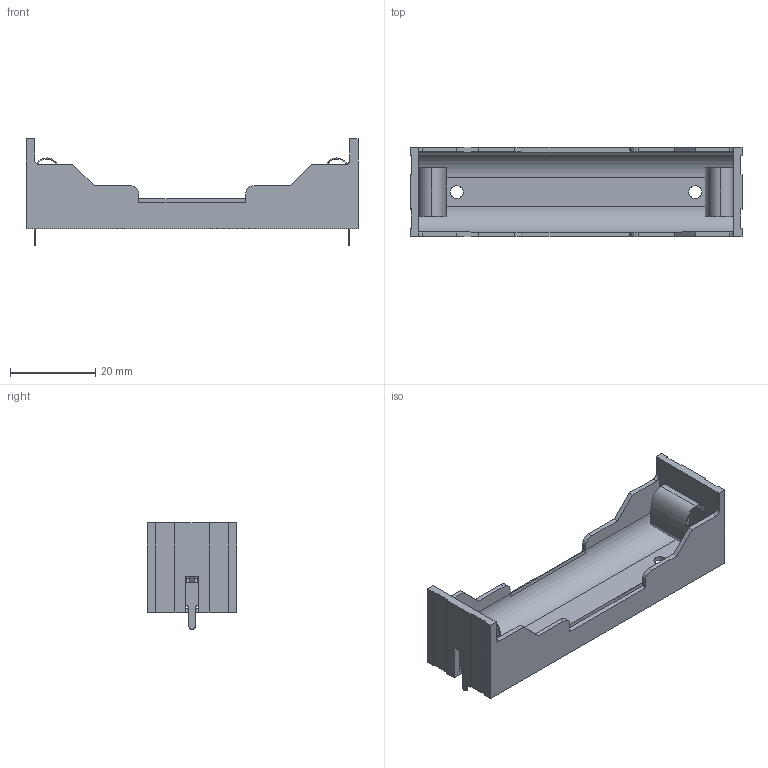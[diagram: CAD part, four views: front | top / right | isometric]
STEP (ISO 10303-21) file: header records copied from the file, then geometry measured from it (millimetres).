
FILE_DESCRIPTION(/* description */ (''),/* implementation_level */ '2;1');
FILE_NAME(/* name */ 'BLOSSOM-BLM-18650-1PCS.step',/* time_stamp */ '2018-12-04T11:57:31+01:00',/* author */ ('specialized864'),/* organization */ (''),/* preprocessor_version */ 'ST-DEVELOPER v17.2',/* originating_system */ 'Autodesk Translation Framework v7.6.0.251',/* authorisation */ '');
FILE_SCHEMA (('AUTOMOTIVE_DESIGN { 1 0 10303 214 3 1 1 }'));
Length unit declared in the file: millimetre
Products named in the file (3): BLOSSOM-BLM-18650-1PCS; ALLOYSEED ABS 18650 1x v5; pin
Assembly tree (3 placements, depth 3):
  BLOSSOM-BLM-18650-1PCS
    ALLOYSEED ABS 18650 1x v5
      pin  x2
Bounding box: 78 x 21 x 25 mm (x, y, z)
Volume: 5836.9 mm3; surface area: 9047.2 mm2
Topology: 3 solids, 3 shells, 138 faces, 404 edges, 268 vertices
Faces by surface type: plane 100, cylinder 34, bspline 4
Full cylindrical faces by diameter (mm): 3 x2
Entity records: 3733 total; most frequent: CARTESIAN_POINT 769, ORIENTED_EDGE 628, DIRECTION 564, EDGE_CURVE 314, LINE 262, VECTOR 262, VERTEX_POINT 208, AXIS2_PLACEMENT_3D 151
